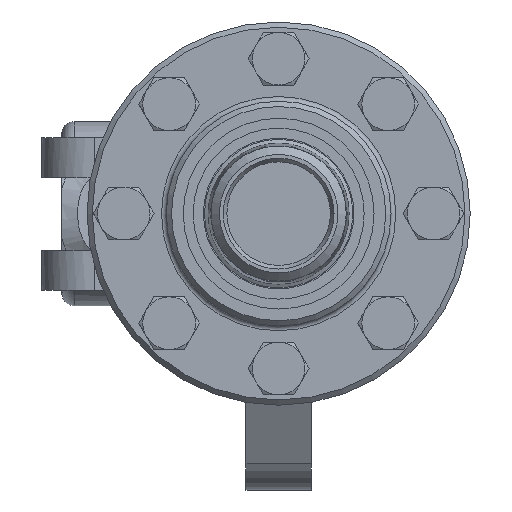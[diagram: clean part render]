
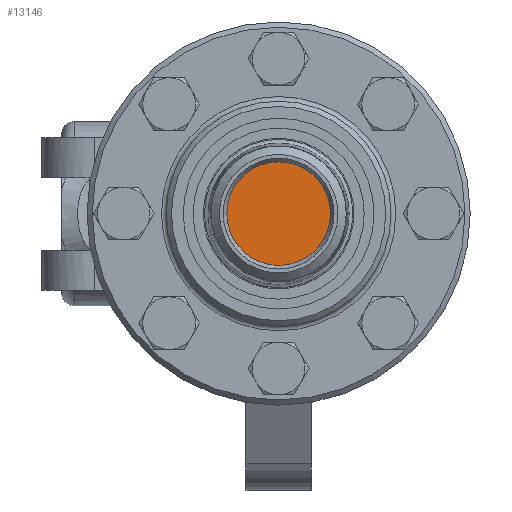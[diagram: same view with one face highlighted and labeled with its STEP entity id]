
A CAD part, left-side view. The second image highlights one B-rep face of the part: STEP entity #13146.
In plain terms, the highlighted planar face has unit normal (-1, 0, 0).
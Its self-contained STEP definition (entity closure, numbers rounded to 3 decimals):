
#3733=FACE_OUTER_BOUND('',#4565,.T.);
#4565=EDGE_LOOP('',(#12080));
#4739=CIRCLE('',#13497,12.5);
#5414=VERTEX_POINT('',#18375);
#6804=EDGE_CURVE('',#5414,#5414,#4739,.T.);
#12080=ORIENTED_EDGE('',*,*,#6804,.F.);
#12414=PLANE('',#14339);
#13146=ADVANCED_FACE('',(#3733),#12414,.T.);
#13497=AXIS2_PLACEMENT_3D('',#18377,#15185,#15186);
#14339=AXIS2_PLACEMENT_3D('',#67662,#17434,#17435);
#15185=DIRECTION('center_axis',(1.,0.,0.));
#15186=DIRECTION('ref_axis',(0.,1.,0.));
#17434=DIRECTION('center_axis',(-1.,0.,0.));
#17435=DIRECTION('ref_axis',(0.,0.,1.));
#18375=CARTESIAN_POINT('',(-4.489,-12.5,0.));
#18377=CARTESIAN_POINT('Origin',(-4.489,0.,
0.));
#67662=CARTESIAN_POINT('Origin',(-4.489,31.836,0.));
